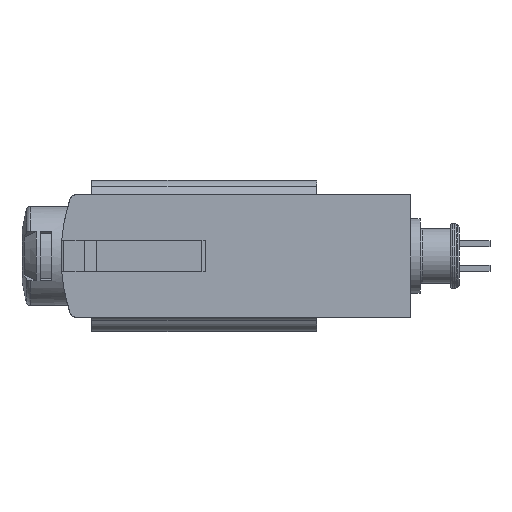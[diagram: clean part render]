
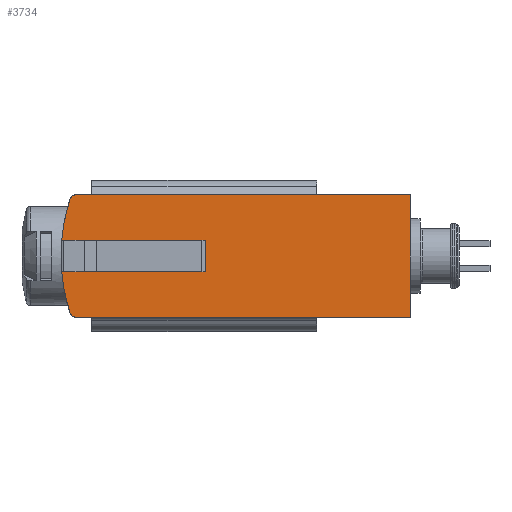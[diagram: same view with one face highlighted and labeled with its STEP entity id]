
A CAD part, left-side view. The second image highlights one B-rep face of the part: STEP entity #3734.
In plain terms, the highlighted planar face has unit normal (-1, 0, 0).
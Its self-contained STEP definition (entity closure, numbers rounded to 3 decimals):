
#40=PLANE('',#4103);
#260=CIRCLE('',#3940,15.);
#263=CIRCLE('',#3943,15.);
#313=CIRCLE('',#4059,0.5);
#330=CIRCLE('',#4104,0.5);
#448=LINE('',#5949,#787);
#469=LINE('',#6005,#808);
#485=LINE('',#6080,#824);
#486=LINE('',#6082,#825);
#487=LINE('',#6085,#826);
#488=LINE('',#6087,#827);
#787=VECTOR('',#4651,1000.);
#808=VECTOR('',#4700,1000.);
#824=VECTOR('',#4780,1000.);
#825=VECTOR('',#4783,1000.);
#826=VECTOR('',#4784,1000.);
#827=VECTOR('',#4787,1000.);
#1351=ORIENTED_EDGE('',*,*,#2405,.T.);
#1352=ORIENTED_EDGE('',*,*,#2406,.T.);
#1353=ORIENTED_EDGE('',*,*,#2166,.F.);
#1354=ORIENTED_EDGE('',*,*,#2342,.F.);
#1355=ORIENTED_EDGE('',*,*,#2339,.T.);
#1356=ORIENTED_EDGE('',*,*,#2404,.T.);
#1357=ORIENTED_EDGE('',*,*,#2367,.F.);
#1358=ORIENTED_EDGE('',*,*,#2407,.F.);
#1359=ORIENTED_EDGE('',*,*,#2169,.F.);
#1360=ORIENTED_EDGE('',*,*,#2408,.F.);
#2166=EDGE_CURVE('',#2713,#2714,#260,.T.);
#2169=EDGE_CURVE('',#2716,#2717,#263,.T.);
#2339=EDGE_CURVE('',#2882,#2881,#448,.T.);
#2342=EDGE_CURVE('',#2882,#2713,#313,.T.);
#2367=EDGE_CURVE('',#2902,#2903,#469,.T.);
#2404=EDGE_CURVE('',#2881,#2903,#485,.T.);
#2405=EDGE_CURVE('',#2922,#2923,#486,.T.);
#2406=EDGE_CURVE('',#2923,#2714,#487,.T.);
#2407=EDGE_CURVE('',#2717,#2902,#330,.T.);
#2408=EDGE_CURVE('',#2922,#2716,#488,.T.);
#2713=VERTEX_POINT('',#5548);
#2714=VERTEX_POINT('',#5550);
#2716=VERTEX_POINT('',#5554);
#2717=VERTEX_POINT('',#5556);
#2881=VERTEX_POINT('',#5948);
#2882=VERTEX_POINT('',#5950);
#2902=VERTEX_POINT('',#6004);
#2903=VERTEX_POINT('',#6006);
#2922=VERTEX_POINT('',#6083);
#2923=VERTEX_POINT('',#6084);
#3149=EDGE_LOOP('',(#1351,#1352,#1353,#1354,#1355,#1356,#1357,#1358,#1359,
#1360));
#3427=FACE_BOUND('',#3149,.T.);
#3734=ADVANCED_FACE('',(#3427),#40,.F.);
#3940=AXIS2_PLACEMENT_3D('',#5549,#4361,#4362);
#3943=AXIS2_PLACEMENT_3D('',#5555,#4367,#4368);
#4059=AXIS2_PLACEMENT_3D('',#5954,#4657,#4658);
#4103=AXIS2_PLACEMENT_3D('',#6081,#4781,#4782);
#4104=AXIS2_PLACEMENT_3D('',#6086,#4785,#4786);
#4361=DIRECTION('',(1.,0.,0.));
#4362=DIRECTION('',(0.,0.,-1.));
#4367=DIRECTION('',(1.,0.,0.));
#4368=DIRECTION('',(0.,0.,-1.));
#4651=DIRECTION('',(0.,-1.,0.));
#4657=DIRECTION('',(1.,0.,0.));
#4658=DIRECTION('',(0.,0.,-1.));
#4700=DIRECTION('',(0.,-1.,0.));
#4780=DIRECTION('',(0.,0.,1.));
#4781=DIRECTION('',(1.,0.,0.));
#4782=DIRECTION('',(0.,0.,-1.));
#4783=DIRECTION('',(0.,0.,-1.));
#4784=DIRECTION('',(0.,1.,0.));
#4785=DIRECTION('',(1.,0.,0.));
#4786=DIRECTION('',(0.,0.,-1.));
#4787=DIRECTION('',(0.,1.,0.));
#5548=CARTESIAN_POINT('',(-102.4,20.109,-4.655));
#5549=CARTESIAN_POINT('',(-102.4,5.85,0.));
#5550=CARTESIAN_POINT('',(-102.4,20.794,-1.3));
#5554=CARTESIAN_POINT('',(-102.4,20.794,1.3));
#5555=CARTESIAN_POINT('',(-102.4,5.85,0.));
#5556=CARTESIAN_POINT('',(-102.4,20.109,4.655));
#5948=CARTESIAN_POINT('',(-102.4,-7.65,-5.));
#5949=CARTESIAN_POINT('',(-102.4,23.,-5.));
#5950=CARTESIAN_POINT('',(-102.4,19.634,-5.));
#5954=CARTESIAN_POINT('',(-102.4,19.634,-4.5));
#6004=CARTESIAN_POINT('',(-102.4,19.634,5.));
#6005=CARTESIAN_POINT('',(-102.4,23.,5.));
#6006=CARTESIAN_POINT('',(-102.4,-7.65,5.));
#6080=CARTESIAN_POINT('',(-102.4,-7.65,-5.));
#6081=CARTESIAN_POINT('',(-102.4,23.,-5.));
#6082=CARTESIAN_POINT('',(-102.4,9.05,1.3));
#6083=CARTESIAN_POINT('',(-102.4,9.05,1.3));
#6084=CARTESIAN_POINT('',(-102.4,9.05,-1.3));
#6085=CARTESIAN_POINT('',(-102.4,9.05,-1.3));
#6086=CARTESIAN_POINT('',(-102.4,19.634,4.5));
#6087=CARTESIAN_POINT('',(-102.4,9.05,1.3));
